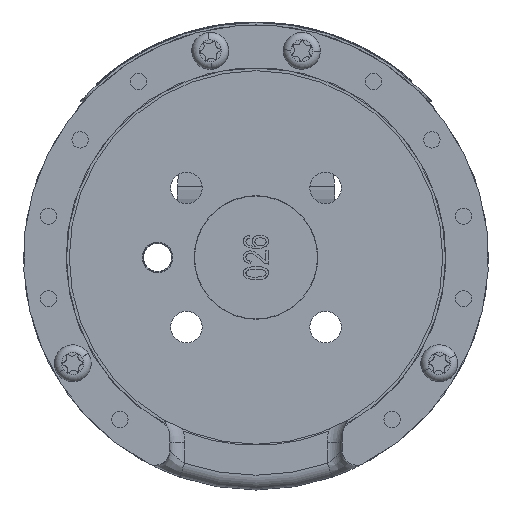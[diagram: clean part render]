
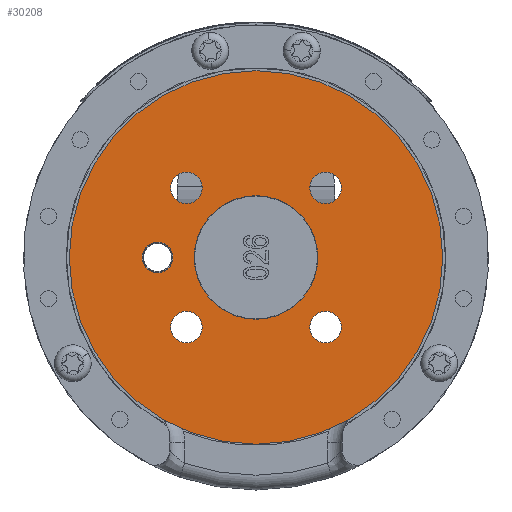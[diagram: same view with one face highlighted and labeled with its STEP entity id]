
A CAD part, front view. The second image highlights one B-rep face of the part: STEP entity #30208.
In plain terms, the highlighted planar face has unit normal (0, -1, 0).
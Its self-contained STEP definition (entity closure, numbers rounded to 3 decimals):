
#67 = CIRCLE ( 'NONE', #7531, 3.2 ) ;
#416 = CIRCLE ( 'NONE', #22919, 37.95 ) ;
#967 = EDGE_CURVE ( 'NONE', #4691, #26872, #26906, .T. ) ;
#971 = CARTESIAN_POINT ( 'NONE',  ( 12.55, 5., 0. ) ) ;
#1163 = DIRECTION ( 'NONE',  ( 0., 1., 0. ) ) ;
#1255 = CARTESIAN_POINT ( 'NONE',  ( -12.55, 5., 0. ) ) ;
#1340 = CARTESIAN_POINT ( 'NONE',  ( -14.142, 5., 14.142 ) ) ;
#2180 = EDGE_LOOP ( 'NONE', ( #32053, #25737 ) ) ;
#2331 = CARTESIAN_POINT ( 'NONE',  ( -14.142, 5., -14.142 ) ) ;
#2577 = CARTESIAN_POINT ( 'NONE',  ( 0., 5., 0. ) ) ;
#2967 = EDGE_CURVE ( 'NONE', #27191, #25387, #416, .T. ) ;
#3184 = AXIS2_PLACEMENT_3D ( 'NONE', #2577, #20440, #5126 ) ;
#3276 = CIRCLE ( 'NONE', #14742, 3.2 ) ;
#3613 = ORIENTED_EDGE ( 'NONE', *, *, #28552, .T. ) ;
#3912 = DIRECTION ( 'NONE',  ( 1., 0., 0. ) ) ;
#4077 = ORIENTED_EDGE ( 'NONE', *, *, #7182, .T. ) ;
#4580 = CARTESIAN_POINT ( 'NONE',  ( 17.342, 5., -14.142 ) ) ;
#4691 = VERTEX_POINT ( 'NONE', #1255 ) ;
#4724 = EDGE_CURVE ( 'NONE', #32805, #21604, #5906, .T. ) ;
#4874 = DIRECTION ( 'NONE',  ( 1., 0., 0. ) ) ;
#5013 = EDGE_CURVE ( 'NONE', #25387, #27191, #33162, .T. ) ;
#5030 = AXIS2_PLACEMENT_3D ( 'NONE', #16472, #1163, #19028 ) ;
#5058 = EDGE_CURVE ( 'NONE', #21604, #32805, #26363, .T. ) ;
#5126 = DIRECTION ( 'NONE',  ( 1., 0., 0. ) ) ;
#5239 = DIRECTION ( 'NONE',  ( 0., 1., 0. ) ) ;
#5370 = AXIS2_PLACEMENT_3D ( 'NONE', #11629, #29549, #14223 ) ;
#5906 = CIRCLE ( 'NONE', #5370, 3.1 ) ;
#6483 = CARTESIAN_POINT ( 'NONE',  ( 14.142, 5., 14.142 ) ) ;
#6666 = DIRECTION ( 'NONE',  ( 1., 0., 0. ) ) ;
#6780 = EDGE_CURVE ( 'NONE', #18531, #16662, #32690, .T. ) ;
#6908 = CARTESIAN_POINT ( 'NONE',  ( -23.1, 5., 0. ) ) ;
#7182 = EDGE_CURVE ( 'NONE', #18560, #15159, #13471, .T. ) ;
#7212 = CARTESIAN_POINT ( 'NONE',  ( 10.942, 5., 14.142 ) ) ;
#7531 = AXIS2_PLACEMENT_3D ( 'NONE', #29968, #14638, #32512 ) ;
#7699 = FACE_BOUND ( 'NONE', #21267, .T. ) ;
#8156 = AXIS2_PLACEMENT_3D ( 'NONE', #20548, #5239, #23142 ) ;
#8402 = AXIS2_PLACEMENT_3D ( 'NONE', #6483, #24384, #9068 ) ;
#8506 = FACE_BOUND ( 'NONE', #22511, .T. ) ;
#8610 = AXIS2_PLACEMENT_3D ( 'NONE', #28414, #13074, #30972 ) ;
#8748 = DIRECTION ( 'NONE',  ( 0., 1., 0. ) ) ;
#8807 = CARTESIAN_POINT ( 'NONE',  ( 17.342, 5., 14.142 ) ) ;
#9068 = DIRECTION ( 'NONE',  ( 1., 0., 0. ) ) ;
#9133 = CARTESIAN_POINT ( 'NONE',  ( 0., 5., 0. ) ) ;
#9676 = EDGE_LOOP ( 'NONE', ( #17619, #17342 ) ) ;
#9974 = DIRECTION ( 'NONE',  ( 0., 1., 0. ) ) ;
#10339 = ORIENTED_EDGE ( 'NONE', *, *, #16475, .T. ) ;
#10879 = DIRECTION ( 'NONE',  ( 0., 1., 0. ) ) ;
#11487 = CARTESIAN_POINT ( 'NONE',  ( -10.942, 5., -14.142 ) ) ;
#11629 = CARTESIAN_POINT ( 'NONE',  ( -20., 5., 0. ) ) ;
#11827 = ORIENTED_EDGE ( 'NONE', *, *, #6780, .T. ) ;
#12099 = ORIENTED_EDGE ( 'NONE', *, *, #16136, .T. ) ;
#13071 = CARTESIAN_POINT ( 'NONE',  ( -20., 5., 0. ) ) ;
#13074 = DIRECTION ( 'NONE',  ( 0., 1., 0. ) ) ;
#13248 = CIRCLE ( 'NONE', #8610, 3.2 ) ;
#13377 = CARTESIAN_POINT ( 'NONE',  ( 37.95, 5., 0. ) ) ;
#13471 = CIRCLE ( 'NONE', #14647, 3.2 ) ;
#14223 = DIRECTION ( 'NONE',  ( 1., 0., 0. ) ) ;
#14527 = FACE_BOUND ( 'NONE', #25580, .T. ) ;
#14638 = DIRECTION ( 'NONE',  ( 0., 1., 0. ) ) ;
#14647 = AXIS2_PLACEMENT_3D ( 'NONE', #1340, #19196, #3912 ) ;
#14742 = AXIS2_PLACEMENT_3D ( 'NONE', #25294, #9974, #27878 ) ;
#15050 = CARTESIAN_POINT ( 'NONE',  ( -37.95, 5., 0. ) ) ;
#15159 = VERTEX_POINT ( 'NONE', #16723 ) ;
#15323 = FACE_OUTER_BOUND ( 'NONE', #2180, .T. ) ;
#15647 = DIRECTION ( 'NONE',  ( 1., 0., 0. ) ) ;
#16136 = EDGE_CURVE ( 'NONE', #16662, #18531, #67, .T. ) ;
#16472 = CARTESIAN_POINT ( 'NONE',  ( -14.142, 5., -14.142 ) ) ;
#16475 = EDGE_CURVE ( 'NONE', #30786, #32364, #13248, .T. ) ;
#16662 = VERTEX_POINT ( 'NONE', #8807 ) ;
#16723 = CARTESIAN_POINT ( 'NONE',  ( -17.342, 5., 14.142 ) ) ;
#16733 = AXIS2_PLACEMENT_3D ( 'NONE', #13071, #30963, #15647 ) ;
#17342 = ORIENTED_EDGE ( 'NONE', *, *, #23430, .T. ) ;
#17619 = ORIENTED_EDGE ( 'NONE', *, *, #967, .T. ) ;
#18051 = AXIS2_PLACEMENT_3D ( 'NONE', #26209, #10879, #28793 ) ;
#18531 = VERTEX_POINT ( 'NONE', #7212 ) ;
#18560 = VERTEX_POINT ( 'NONE', #25112 ) ;
#19028 = DIRECTION ( 'NONE',  ( 1., 0., 0. ) ) ;
#19196 = DIRECTION ( 'NONE',  ( 0., 1., 0. ) ) ;
#19276 = CIRCLE ( 'NONE', #5030, 3.2 ) ;
#19402 = PLANE ( 'NONE',  #28618 ) ;
#19496 = VERTEX_POINT ( 'NONE', #11487 ) ;
#19665 = EDGE_CURVE ( 'NONE', #26635, #19496, #31800, .T. ) ;
#20185 = DIRECTION ( 'NONE',  ( 0., 1., 0. ) ) ;
#20440 = DIRECTION ( 'NONE',  ( 0., 1., 0. ) ) ;
#20548 = CARTESIAN_POINT ( 'NONE',  ( 0., 5., 0. ) ) ;
#20666 = ORIENTED_EDGE ( 'NONE', *, *, #22995, .T. ) ;
#21052 = CARTESIAN_POINT ( 'NONE',  ( -16.9, 5., 0. ) ) ;
#21267 = EDGE_LOOP ( 'NONE', ( #12099, #11827 ) ) ;
#21299 = FACE_BOUND ( 'NONE', #28849, .T. ) ;
#21569 = AXIS2_PLACEMENT_3D ( 'NONE', #23406, #24829, #24642 ) ;
#21604 = VERTEX_POINT ( 'NONE', #21052 ) ;
#21978 = DIRECTION ( 'NONE',  ( 0., 1., 0. ) ) ;
#22511 = EDGE_LOOP ( 'NONE', ( #4077, #20666 ) ) ;
#22919 = AXIS2_PLACEMENT_3D ( 'NONE', #24056, #8748, #26641 ) ;
#22956 = ORIENTED_EDGE ( 'NONE', *, *, #30643, .T. ) ;
#22995 = EDGE_CURVE ( 'NONE', #15159, #18560, #3276, .T. ) ;
#23142 = DIRECTION ( 'NONE',  ( 1., 0., 0. ) ) ;
#23406 = CARTESIAN_POINT ( 'NONE',  ( 0., 5., 0. ) ) ;
#23430 = EDGE_CURVE ( 'NONE', #26872, #4691, #32844, .T. ) ;
#24056 = CARTESIAN_POINT ( 'NONE',  ( 0., 5., 0. ) ) ;
#24384 = DIRECTION ( 'NONE',  ( 0., 1., 0. ) ) ;
#24642 = DIRECTION ( 'NONE',  ( 1., 0., 0. ) ) ;
#24758 = CARTESIAN_POINT ( 'NONE',  ( 10.942, 5., -14.142 ) ) ;
#24829 = DIRECTION ( 'NONE',  ( 0., 1., 0. ) ) ;
#25112 = CARTESIAN_POINT ( 'NONE',  ( -10.942, 5., 14.142 ) ) ;
#25294 = CARTESIAN_POINT ( 'NONE',  ( -14.142, 5., 14.142 ) ) ;
#25387 = VERTEX_POINT ( 'NONE', #13377 ) ;
#25580 = EDGE_LOOP ( 'NONE', ( #29548, #29467 ) ) ;
#25737 = ORIENTED_EDGE ( 'NONE', *, *, #5013, .F. ) ;
#26209 = CARTESIAN_POINT ( 'NONE',  ( 14.142, 5., -14.142 ) ) ;
#26363 = CIRCLE ( 'NONE', #16733, 3.1 ) ;
#26635 = VERTEX_POINT ( 'NONE', #33064 ) ;
#26641 = DIRECTION ( 'NONE',  ( 1., 0., 0. ) ) ;
#26872 = VERTEX_POINT ( 'NONE', #971 ) ;
#26906 = CIRCLE ( 'NONE', #21569, 12.55 ) ;
#27191 = VERTEX_POINT ( 'NONE', #15050 ) ;
#27329 = FACE_BOUND ( 'NONE', #29474, .T. ) ;
#27878 = DIRECTION ( 'NONE',  ( 1., 0., 0. ) ) ;
#28130 = FACE_BOUND ( 'NONE', #9676, .T. ) ;
#28414 = CARTESIAN_POINT ( 'NONE',  ( 14.142, 5., -14.142 ) ) ;
#28552 = EDGE_CURVE ( 'NONE', #32364, #30786, #32980, .T. ) ;
#28614 = AXIS2_PLACEMENT_3D ( 'NONE', #2331, #20185, #4874 ) ;
#28618 = AXIS2_PLACEMENT_3D ( 'NONE', #9133, #21978, #6666 ) ;
#28793 = DIRECTION ( 'NONE',  ( 1., 0., 0. ) ) ;
#28849 = EDGE_LOOP ( 'NONE', ( #3613, #10339 ) ) ;
#29467 = ORIENTED_EDGE ( 'NONE', *, *, #4724, .T. ) ;
#29474 = EDGE_LOOP ( 'NONE', ( #22956, #32691 ) ) ;
#29548 = ORIENTED_EDGE ( 'NONE', *, *, #5058, .T. ) ;
#29549 = DIRECTION ( 'NONE',  ( 0., 1., 0. ) ) ;
#29968 = CARTESIAN_POINT ( 'NONE',  ( 14.142, 5., 14.142 ) ) ;
#30208 = ADVANCED_FACE ( 'NONE', ( #27329, #21299, #7699, #8506, #14527, #15323, #28130 ), #19402, .F. ) ;
#30643 = EDGE_CURVE ( 'NONE', #19496, #26635, #19276, .T. ) ;
#30786 = VERTEX_POINT ( 'NONE', #24758 ) ;
#30963 = DIRECTION ( 'NONE',  ( 0., 1., 0. ) ) ;
#30972 = DIRECTION ( 'NONE',  ( 1., 0., 0. ) ) ;
#31800 = CIRCLE ( 'NONE', #28614, 3.2 ) ;
#32053 = ORIENTED_EDGE ( 'NONE', *, *, #2967, .F. ) ;
#32364 = VERTEX_POINT ( 'NONE', #4580 ) ;
#32512 = DIRECTION ( 'NONE',  ( 1., 0., 0. ) ) ;
#32691 = ORIENTED_EDGE ( 'NONE', *, *, #19665, .T. ) ;
#32690 = CIRCLE ( 'NONE', #8402, 3.2 ) ;
#32805 = VERTEX_POINT ( 'NONE', #6908 ) ;
#32844 = CIRCLE ( 'NONE', #3184, 12.55 ) ;
#32980 = CIRCLE ( 'NONE', #18051, 3.2 ) ;
#33064 = CARTESIAN_POINT ( 'NONE',  ( -17.342, 5., -14.142 ) ) ;
#33162 = CIRCLE ( 'NONE', #8156, 37.95 ) ;
